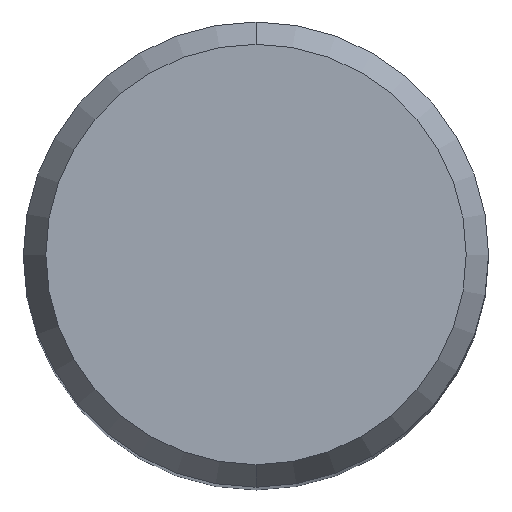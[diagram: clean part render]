
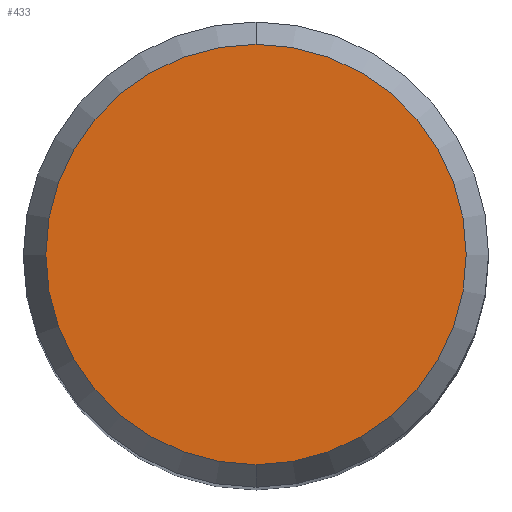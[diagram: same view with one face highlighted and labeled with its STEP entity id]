
A CAD part, top view. The second image highlights one B-rep face of the part: STEP entity #433.
In plain terms, the highlighted planar face has unit normal (0, 0, 1).
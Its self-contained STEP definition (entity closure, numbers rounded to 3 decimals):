
#263=VERTEX_POINT('',#562);
#339=VERTEX_POINT('',#647);
#343=EDGE_CURVE('',#339,#263,#652,.T.);
#363=EDGE_CURVE('',#263,#339,#673,.T.);
#433=ADVANCED_FACE('',(#750),#751,.T.);
#562=CARTESIAN_POINT('',(0.,-5.423,0.0));
#647=CARTESIAN_POINT('',(0.0,5.423,0.0));
#652=CIRCLE('',#1189,5.423);
#673=CIRCLE('',#1242,5.423);
#750=FACE_OUTER_BOUND('',#1415,.T.);
#751=PLANE('',#1416);
#1189=AXIS2_PLACEMENT_3D('',#1665,#1666,#1667);
#1242=AXIS2_PLACEMENT_3D('',#1686,#1687,#1688);
#1415=EDGE_LOOP('',(#1765,#1766));
#1416=AXIS2_PLACEMENT_3D('',#1767,#1768,#1769);
#1665=CARTESIAN_POINT('',(0.0,0.0,0.0));
#1666=DIRECTION('',(0.0,0.0,-1.0));
#1667=DIRECTION('',(0.0,1.0,0.0));
#1686=CARTESIAN_POINT('',(0.0,0.0,0.0));
#1687=DIRECTION('',(0.0,0.0,-1.0));
#1688=DIRECTION('',(0.0,1.0,0.0));
#1765=ORIENTED_EDGE('',*,*,#343,.F.);
#1766=ORIENTED_EDGE('',*,*,#363,.F.);
#1767=CARTESIAN_POINT('',(0.0,2.711,0.0));
#1768=DIRECTION('',(-0.0,0.0,1.0));
#1769=DIRECTION('',(0.0,-1.0,0.0));
